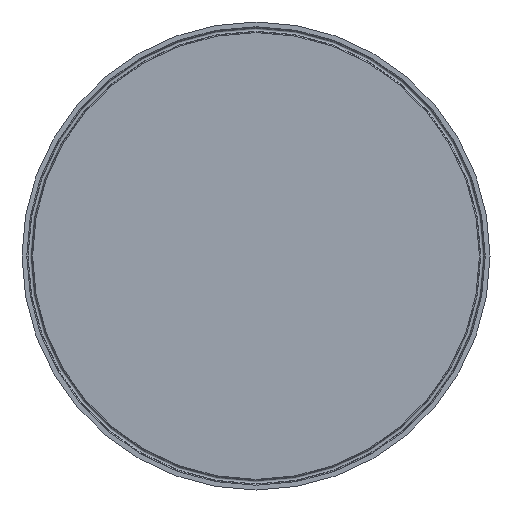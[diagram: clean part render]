
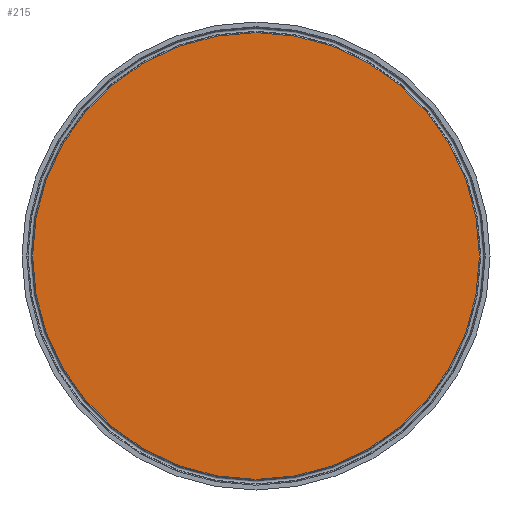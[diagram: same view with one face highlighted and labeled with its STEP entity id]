
A CAD part, left-side view. The second image highlights one B-rep face of the part: STEP entity #215.
In plain terms, the highlighted planar face has unit normal (-1, 0, 0).
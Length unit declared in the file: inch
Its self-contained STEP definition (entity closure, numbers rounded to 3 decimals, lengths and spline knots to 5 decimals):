
#18=PLANE('',#260);
#35=FACE_OUTER_BOUND('',#46,.T.);
#46=EDGE_LOOP('',(#164,#165));
#65=CIRCLE('',#257,5.9997);
#66=CIRCLE('',#258,5.9997);
#93=VERTEX_POINT('',#394);
#94=VERTEX_POINT('',#396);
#120=EDGE_CURVE('',#93,#94,#65,.T.);
#121=EDGE_CURVE('',#94,#93,#66,.T.);
#164=ORIENTED_EDGE('',*,*,#121,.F.);
#165=ORIENTED_EDGE('',*,*,#120,.F.);
#215=ADVANCED_FACE('',(#35),#18,.T.);
#257=AXIS2_PLACEMENT_3D('',#397,#315,#316);
#258=AXIS2_PLACEMENT_3D('',#398,#317,#318);
#260=AXIS2_PLACEMENT_3D('',#400,#321,#322);
#315=DIRECTION('center_axis',(1.,0.,0.));
#316=DIRECTION('ref_axis',(0.,-1.,0.));
#317=DIRECTION('center_axis',(1.,0.,0.));
#318=DIRECTION('ref_axis',(0.,-1.,0.));
#321=DIRECTION('center_axis',(-1.,0.,0.));
#322=DIRECTION('ref_axis',(0.,0.,1.));
#394=CARTESIAN_POINT('',(0.,0.,5.9997));
#396=CARTESIAN_POINT('',(0.,5.9997,0.));
#397=CARTESIAN_POINT('Origin',(0.,0.,
0.));
#398=CARTESIAN_POINT('Origin',(0.,0.,
0.));
#400=CARTESIAN_POINT('Origin',(0.,3.00647,0.));
